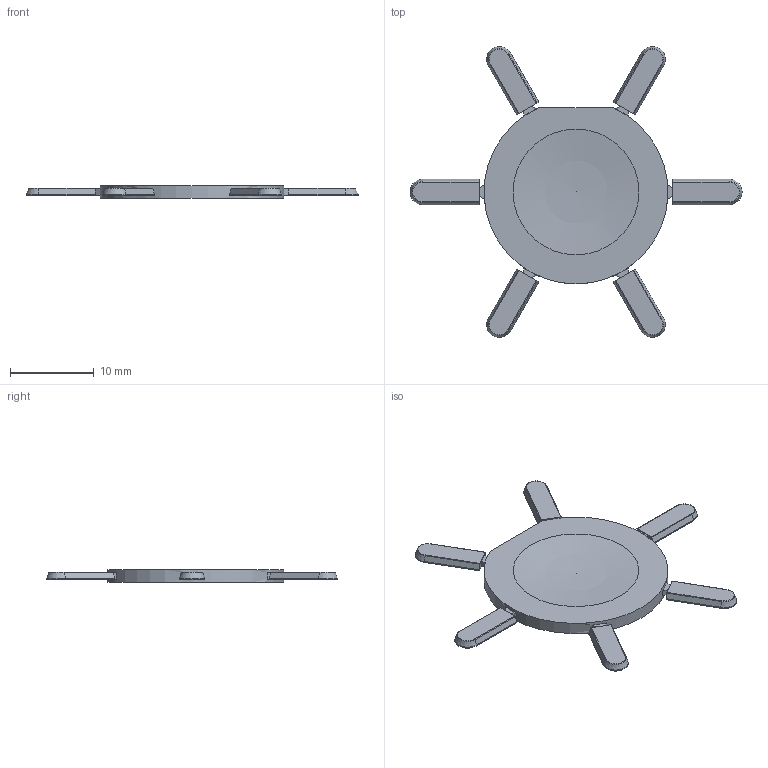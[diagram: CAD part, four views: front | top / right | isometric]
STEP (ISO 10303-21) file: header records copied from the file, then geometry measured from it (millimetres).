
FILE_DESCRIPTION( ( 'Unknown' ), '1' );
FILE_NAME( '691399900001.stp', 'Unknown', ( 'Unknown' ), ( 'Unknown' ), 'XStep 1.0', 'Unknown', ' ' );
FILE_SCHEMA( ( 'automotive_design' ) );
Length unit declared in the file: millimetre
Products named in the file (1): 1
Bounding box: 39.61 x 34.71 x 1.5 mm (x, y, z)
Volume: 602.1 mm3; surface area: 1224.9 mm2
Topology: 1 solids, 1 shells, 138 faces, 326 edges, 202 vertices
Faces by surface type: plane 69, cylinder 43, torus 18, cone 6, sphere 2
Entity records: 5020 total; most frequent: DIRECTION 722, CARTESIAN_POINT 657, ORIENTED_EDGE 640, EDGE_CURVE 320, AXIS2_PLACEMENT_3D 263, VERTEX_POINT 198, LINE 196, VECTOR 196
